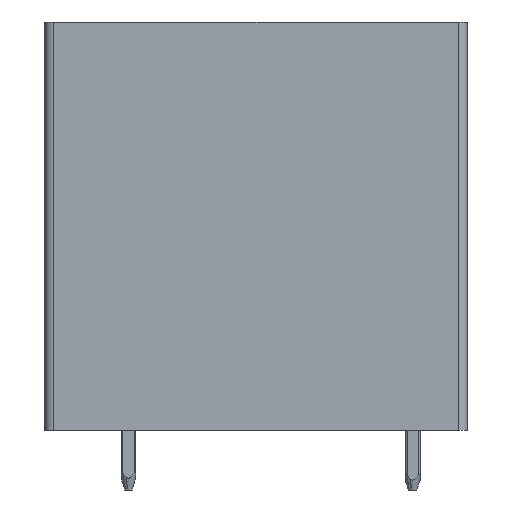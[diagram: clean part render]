
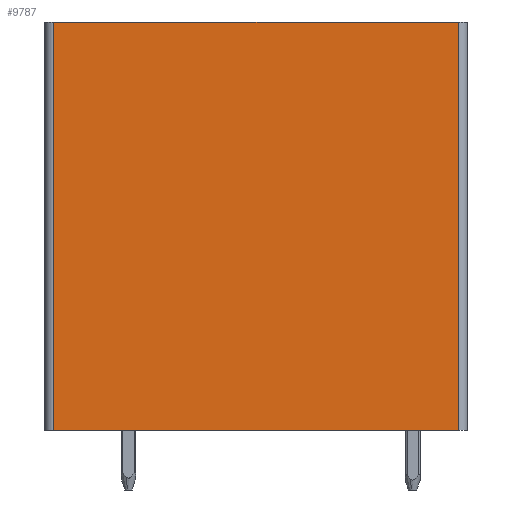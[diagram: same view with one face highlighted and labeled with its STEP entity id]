
A CAD part, left-side view. The second image highlights one B-rep face of the part: STEP entity #9787.
In plain terms, the highlighted planar face has unit normal (-1, 0, 0).
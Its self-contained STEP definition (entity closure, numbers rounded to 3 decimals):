
#9774=AXIS2_PLACEMENT_3D('Plane Axis2P3D',#9771,#9772,#9773) ;
#6590=CARTESIAN_POINT('Vertex',(0.,22.2,25.1)) ;
#6593=CARTESIAN_POINT('Line Origine',(0.,11.35,25.1)) ;
#6597=CARTESIAN_POINT('Vertex',(0.,0.5,25.1)) ;
#9721=CARTESIAN_POINT('Line Origine',(0.,0.5,14.15)) ;
#9725=CARTESIAN_POINT('Vertex',(0.,0.5,3.2)) ;
#9756=CARTESIAN_POINT('Vertex',(0.,22.2,3.2)) ;
#9759=CARTESIAN_POINT('Line Origine',(0.,22.2,14.15)) ;
#9771=CARTESIAN_POINT('Axis2P3D Location',(0.,0.,0.)) ;
#9776=CARTESIAN_POINT('Line Origine',(0.,11.35,3.2)) ;
#6594=DIRECTION('Vector Direction',(0.,-1.,0.)) ;
#9722=DIRECTION('Vector Direction',(0.,0.,1.)) ;
#9760=DIRECTION('Vector Direction',(0.,0.,1.)) ;
#9772=DIRECTION('Axis2P3D Direction',(-1.,0.,0.)) ;
#9773=DIRECTION('Axis2P3D XDirection',(0.,0.,1.)) ;
#9777=DIRECTION('Vector Direction',(0.,-1.,0.)) ;
#6595=VECTOR('Line Direction',#6594,1.) ;
#9723=VECTOR('Line Direction',#9722,1.) ;
#9761=VECTOR('Line Direction',#9760,1.) ;
#9778=VECTOR('Line Direction',#9777,1.) ;
#9782=ORIENTED_EDGE('',*,*,#6599,.T.) ;
#9783=ORIENTED_EDGE('',*,*,#9763,.T.) ;
#9784=ORIENTED_EDGE('',*,*,#9780,.T.) ;
#9785=ORIENTED_EDGE('',*,*,#9727,.T.) ;
#9787=ADVANCED_FACE('HOUSING',(#9786),#9775,.T.) ;
#6599=EDGE_CURVE('',#6598,#6591,#6596,.F.) ;
#9727=EDGE_CURVE('',#9726,#6598,#9724,.T.) ;
#9763=EDGE_CURVE('',#6591,#9757,#9762,.F.) ;
#9780=EDGE_CURVE('',#9757,#9726,#9779,.T.) ;
#9781=EDGE_LOOP('',(#9782,#9783,#9784,#9785)) ;
#9786=FACE_OUTER_BOUND('',#9781,.T.) ;
#6596=LINE('Line',#6593,#6595) ;
#9724=LINE('Line',#9721,#9723) ;
#9762=LINE('Line',#9759,#9761) ;
#9779=LINE('Line',#9776,#9778) ;
#9775=PLANE('',#9774) ;
#6591=VERTEX_POINT('',#6590) ;
#6598=VERTEX_POINT('',#6597) ;
#9726=VERTEX_POINT('',#9725) ;
#9757=VERTEX_POINT('',#9756) ;
